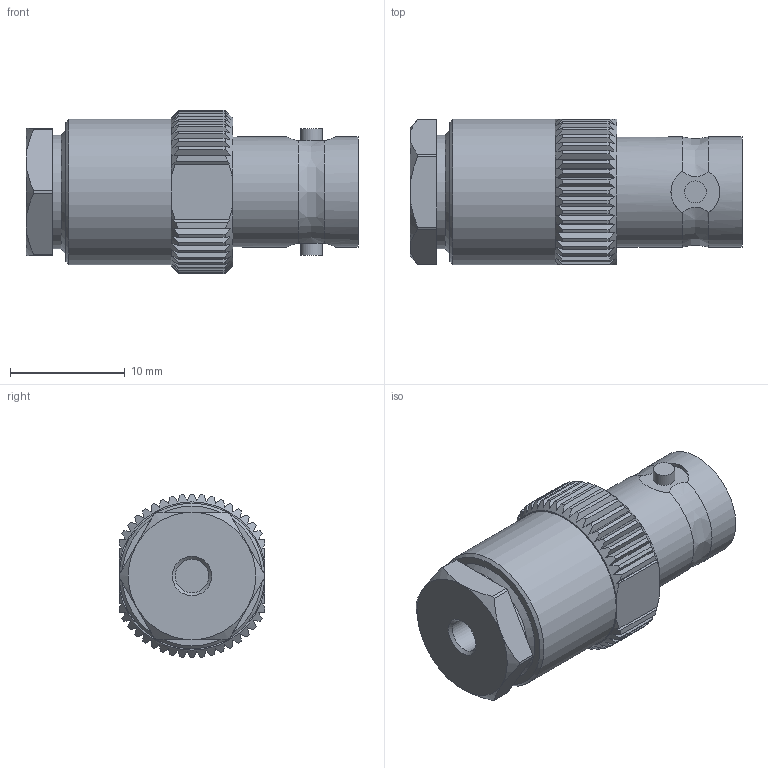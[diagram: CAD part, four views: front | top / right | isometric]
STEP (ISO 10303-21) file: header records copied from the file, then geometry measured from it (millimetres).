
FILE_DESCRIPTION (( 'STEP AP203' ), '1' );
FILE_NAME ('PE4615_3D.step', '2020-07-15T15:45:59', ( '' ), ( '' ), 'SwSTEP 2.0', 'SolidWorks 2018', '' );
FILE_SCHEMA (( 'CONFIG_CONTROL_DESIGN' ));
Length unit declared in the file: inch
Products named in the file (1): PE4615_3D
Bounding box: 28.96 x 12.7 x 14.28 mm (x, y, z)
Volume: 2514.1 mm3; surface area: 1861.7 mm2
Topology: 1 solids, 1 shells, 196 faces, 545 edges, 359 vertices
Faces by surface type: plane 122, cylinder 54, cone 18, bspline 2
Full cylindrical faces by diameter (mm): 1.27 x1, 1.778 x1, 1.905 x2, 2.921 x1, 8.255 x1, 9.601 x2, 9.89 x1, 12.7 x1
Entity records: 6575 total; most frequent: CARTESIAN_POINT 1833, ORIENTED_EDGE 1054, DIRECTION 852, EDGE_CURVE 527, VERTEX_POINT 355, AXIS2_PLACEMENT_3D 334, EDGE_LOOP 218, FACE_OUTER_BOUND 206
